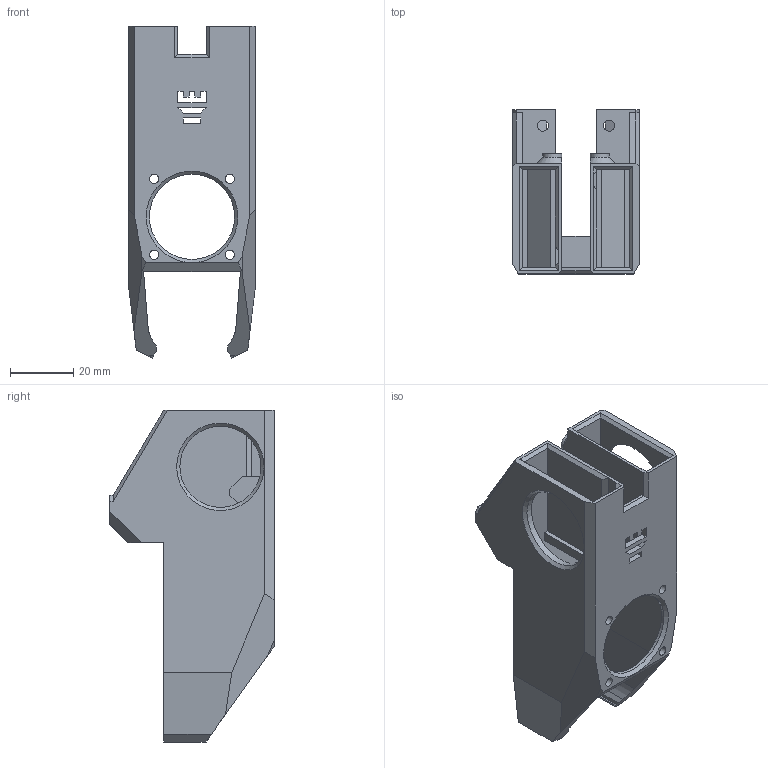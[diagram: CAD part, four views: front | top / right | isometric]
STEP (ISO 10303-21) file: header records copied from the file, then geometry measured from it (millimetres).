
FILE_DESCRIPTION(('STEP AP214'),'1');
FILE_NAME('Rookery 3010 _2020_.stp','2023-05-21T01:46:58',(' '),(' '),'Spatial InterOp 3D',' ',' ');
FILE_SCHEMA(('AUTOMOTIVE_DESIGN { 1 0 10303 214 1 1 1 1 }'));
Length unit declared in the file: millimetre
Products named in the file (1): Fillet1
Bounding box: 40 x 52 x 105.17 mm (x, y, z)
Volume: 32000 mm3; surface area: 33888.5 mm2
Topology: 1 solids, 1 shells, 209 faces, 597 edges, 385 vertices
Faces by surface type: plane 187, cylinder 17, cone 5
Full cylindrical faces by diameter (mm): 2.9 x4, 3.5 x2, 4.2 x2, 6 x2, 25.7 x2, 27 x1
Entity records: 11130 total; most frequent: CARTESIAN_POINT 1210, ORIENTED_EDGE 1156, DIRECTION 1027, STYLED_ITEM 770, PRESENTATION_STYLE_ASSIGNMENT 770, COLOUR_RGB 770, EDGE_CURVE 578, CURVE_STYLE 560
